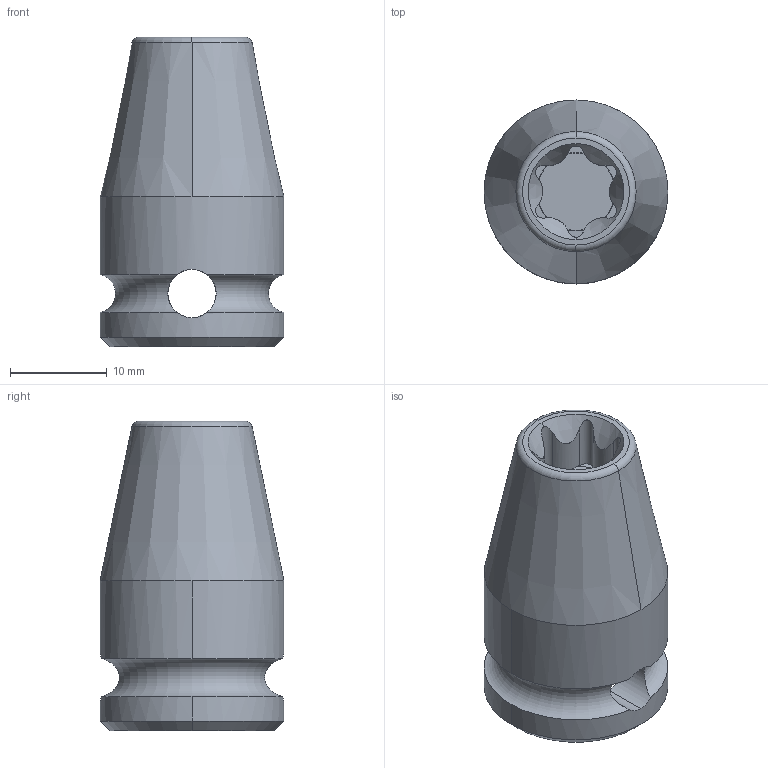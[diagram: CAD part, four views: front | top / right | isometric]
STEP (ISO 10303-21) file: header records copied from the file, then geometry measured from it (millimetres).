
FILE_DESCRIPTION((''),'2;1');
FILE_NAME('4027128010','2023-08-21T16:14:42',('A00565553'),(''),'CREO PARAMETRIC BY PTC INC, 2022414','CREO PARAMETRIC BY PTC INC, 2022414','');
FILE_SCHEMA(('CONFIG_CONTROL_DESIGN','GEOMETRIC_VALIDATION_PROPERTIES_MIM'));
Length unit declared in the file: millimetre
Products named in the file (1): 4027128010
Bounding box: 19 x 19 x 32 mm (x, y, z)
Volume: 5501.4 mm3; surface area: 3381.4 mm2
Topology: 1 solids, 1 shells, 69 faces, 213 edges, 134 vertices
Faces by surface type: cylinder 29, plane 26, cone 10, torus 4
Entity records: 2866 total; most frequent: CARTESIAN_POINT 815, ORIENTED_EDGE 426, DIRECTION 418, EDGE_CURVE 213, AXIS2_PLACEMENT_3D 177, VERTEX_POINT 134, CIRCLE 108, EDGE_LOOP 73
